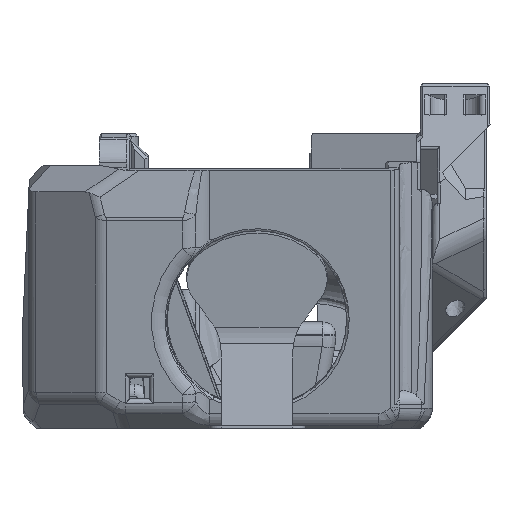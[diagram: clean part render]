
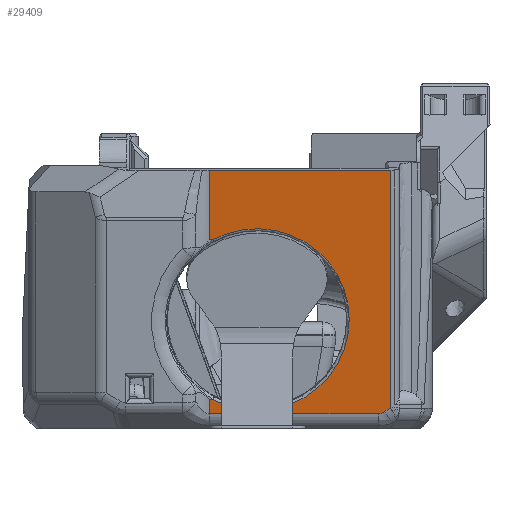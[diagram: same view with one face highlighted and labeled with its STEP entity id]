
A CAD part, left-side view. The second image highlights one B-rep face of the part: STEP entity #29409.
In plain terms, the highlighted planar face has unit normal (-0.985, 0, -0.174).
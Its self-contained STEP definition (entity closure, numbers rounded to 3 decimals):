
#945=CIRCLE('',#31036,14.4);
#1757=ELLIPSE('',#31616,3.203,2.);
#2666=LINE('',#48027,#5133);
#2684=LINE('',#48088,#5151);
#2999=LINE('',#49998,#5466);
#3000=LINE('',#50000,#5467);
#3001=LINE('',#50004,#5468);
#3002=LINE('',#50006,#5469);
#5133=VECTOR('',#35481,1000.);
#5151=VECTOR('',#35519,1000.);
#5466=VECTOR('',#36308,1000.);
#5467=VECTOR('',#36309,1000.);
#5468=VECTOR('',#36312,1000.);
#5469=VECTOR('',#36313,1000.);
#7248=PLANE('',#31615);
#11225=ORIENTED_EDGE('',*,*,#18681,.F.);
#11226=ORIENTED_EDGE('',*,*,#17723,.T.);
#11227=ORIENTED_EDGE('',*,*,#18818,.T.);
#11228=ORIENTED_EDGE('',*,*,#18819,.F.);
#11229=ORIENTED_EDGE('',*,*,#18820,.T.);
#11230=ORIENTED_EDGE('',*,*,#18821,.T.);
#11231=ORIENTED_EDGE('',*,*,#18822,.F.);
#11232=ORIENTED_EDGE('',*,*,#18823,.T.);
#11233=ORIENTED_EDGE('',*,*,#18292,.F.);
#11234=ORIENTED_EDGE('',*,*,#18317,.F.);
#17723=EDGE_CURVE('',#21978,#21977,#945,.T.);
#18292=EDGE_CURVE('',#22351,#22352,#2666,.T.);
#18317=EDGE_CURVE('',#22369,#22351,#2684,.T.);
#18681=EDGE_CURVE('',#21978,#22369,#24653,.F.);
#18818=EDGE_CURVE('',#21977,#22725,#24666,.T.);
#18819=EDGE_CURVE('',#22726,#22725,#2999,.T.);
#18820=EDGE_CURVE('',#22726,#22727,#3000,.T.);
#18821=EDGE_CURVE('',#22727,#22728,#1757,.T.);
#18822=EDGE_CURVE('',#22729,#22728,#3001,.T.);
#18823=EDGE_CURVE('',#22729,#22352,#3002,.T.);
#21977=VERTEX_POINT('',#45580);
#21978=VERTEX_POINT('',#45582);
#22351=VERTEX_POINT('',#48026);
#22352=VERTEX_POINT('',#48028);
#22369=VERTEX_POINT('',#48087);
#22725=VERTEX_POINT('',#49997);
#22726=VERTEX_POINT('',#49999);
#22727=VERTEX_POINT('',#50001);
#22728=VERTEX_POINT('',#50003);
#22729=VERTEX_POINT('',#50005);
#24653=B_SPLINE_CURVE_WITH_KNOTS('',3,(#49679,#49680,#49681,#49682),
 .UNSPECIFIED.,.F.,.F.,(4,4),(0.,0.382),.UNSPECIFIED.);
#24666=B_SPLINE_CURVE_WITH_KNOTS('',3,(#49993,#49994,#49995,#49996),
 .UNSPECIFIED.,.F.,.F.,(4,4),(0.618,1.),.UNSPECIFIED.);
#25718=EDGE_LOOP('',(#11225,#11226,#11227,#11228,#11229,#11230,#11231,#11232,
#11233,#11234));
#27555=FACE_BOUND('',#25718,.T.);
#29409=ADVANCED_FACE('',(#27555),#7248,.F.);
#31036=AXIS2_PLACEMENT_3D('',#45581,#34572,#34573);
#31615=AXIS2_PLACEMENT_3D('',#49992,#36306,#36307);
#31616=AXIS2_PLACEMENT_3D('',#50002,#36310,#36311);
#34572=DIRECTION('',(0.985,0.,0.174));
#34573=DIRECTION('',(0.174,0.,-0.985));
#35481=DIRECTION('',(0.,-1.,0.));
#35519=DIRECTION('',(-0.174,0.,0.985));
#36306=DIRECTION('',(0.985,0.,0.174));
#36307=DIRECTION('',(-0.174,0.,0.985));
#36308=DIRECTION('',(-0.174,0.,0.985));
#36309=DIRECTION('',(0.,-1.,0.));
#36310=DIRECTION('',(-0.985,0.,-0.174));
#36311=DIRECTION('',(-0.165,-0.304,0.938));
#36312=DIRECTION('',(0.097,0.829,-0.551));
#36313=DIRECTION('',(-0.174,0.,0.985));
#45580=CARTESIAN_POINT('',(-28.264,11.767,4.533));
#45581=CARTESIAN_POINT('',(-30.458,4.853,16.973));
#45582=CARTESIAN_POINT('',(-32.651,11.767,29.413));
#48026=CARTESIAN_POINT('',(-34.572,12.27,40.304));
#48027=CARTESIAN_POINT('',(-34.572,24.853,40.304));
#48028=CARTESIAN_POINT('',(-34.572,-16.002,40.304));
#48087=CARTESIAN_POINT('',(-32.66,12.27,29.463));
#48088=CARTESIAN_POINT('',(-31.185,12.27,21.099));
#49679=CARTESIAN_POINT('',(-32.66,12.27,29.463));
#49680=CARTESIAN_POINT('',(-32.657,12.102,29.442));
#49681=CARTESIAN_POINT('',(-32.654,11.935,29.425));
#49682=CARTESIAN_POINT('',(-32.651,11.767,29.413));
#49992=CARTESIAN_POINT('',(-31.185,24.853,21.099));
#49993=CARTESIAN_POINT('',(-28.264,11.767,4.533));
#49994=CARTESIAN_POINT('',(-28.262,11.935,4.52));
#49995=CARTESIAN_POINT('',(-28.259,12.102,4.503));
#49996=CARTESIAN_POINT('',(-28.255,12.27,4.482));
#49997=CARTESIAN_POINT('',(-28.255,12.27,4.482));
#49998=CARTESIAN_POINT('',(-31.185,12.27,21.099));
#49999=CARTESIAN_POINT('',(-27.864,12.27,2.262));
#50000=CARTESIAN_POINT('',(-27.864,-14.655,2.262));
#50001=CARTESIAN_POINT('',(-27.864,-14.07,2.262));
#50002=CARTESIAN_POINT('',(-28.404,-14.652,5.326));
#50003=CARTESIAN_POINT('',(-27.923,-15.07,2.597));
#50004=CARTESIAN_POINT('',(-27.821,-14.199,2.018));
#50005=CARTESIAN_POINT('',(-28.032,-16.002,3.216));
#50006=CARTESIAN_POINT('',(-7.663,-16.002,-112.301));
